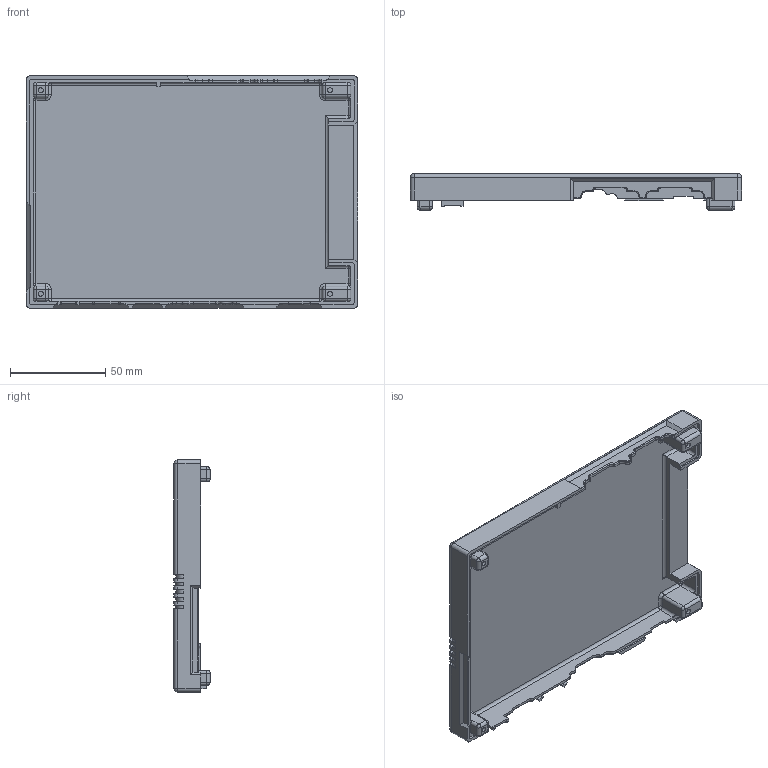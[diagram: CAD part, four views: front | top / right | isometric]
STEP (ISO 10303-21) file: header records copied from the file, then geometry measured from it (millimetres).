
FILE_DESCRIPTION(/* description */ (''),/* implementation_level */ '2;1');
FILE_NAME(/* name */ 'aqp_top.step',/* time_stamp */ '2023-07-02T16:24:46-07:00',/* author */ (''),/* organization */ (''),/* preprocessor_version */ 'ST-DEVELOPER v19.2',/* originating_system */ 'Autodesk Translation Framework v12.6.0.85',/* authorisation */ '');
FILE_SCHEMA (('AUTOMOTIVE_DESIGN { 1 0 10303 214 3 1 1 }'));
Length unit declared in the file: millimetre
Products named in the file (1): case
Bounding box: 174 x 19 x 122 mm (x, y, z)
Volume: 66375.7 mm3; surface area: 58042.1 mm2
Topology: 1 solids, 1 shells, 507 faces, 1299 edges, 806 vertices
Faces by surface type: plane 249, cylinder 155, bspline 49, torus 28, sphere 26
Full cylindrical faces by diameter (mm): 2.6 x4
Entity records: 15585 total; most frequent: CARTESIAN_POINT 3237, ORIENTED_EDGE 2590, DIRECTION 2550, EDGE_CURVE 1295, LINE 860, VECTOR 860, AXIS2_PLACEMENT_3D 845, VERTEX_POINT 806
